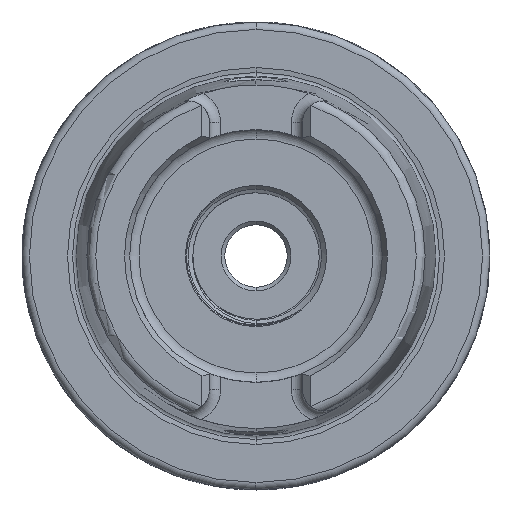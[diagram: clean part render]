
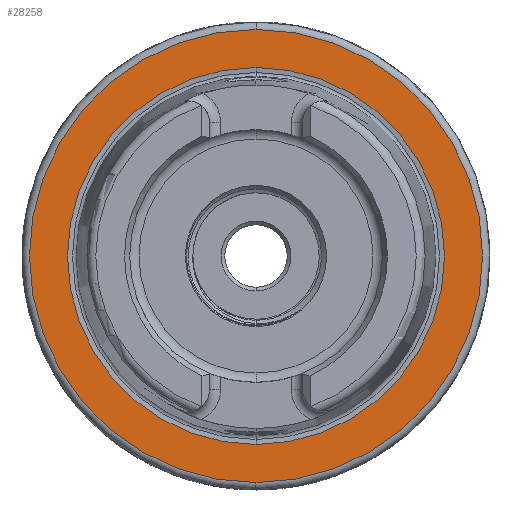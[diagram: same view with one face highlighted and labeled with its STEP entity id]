
A CAD part, left-side view. The second image highlights one B-rep face of the part: STEP entity #28258.
In plain terms, the highlighted planar face has unit normal (-1, 0, 0).
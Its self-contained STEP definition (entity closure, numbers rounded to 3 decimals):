
#3 = DIRECTION ( 'NONE',  ( 0., 0., -1. ) ) ;
#21 = CARTESIAN_POINT ( 'NONE',  ( 0., 0., 0. ) ) ;
#23 = DIRECTION ( 'NONE',  ( 1., 0., 0. ) ) ;
#111 = DIRECTION ( 'NONE',  ( 1., 0., 0. ) ) ;
#119 = DIRECTION ( 'NONE',  ( 0., 0., -1. ) ) ;
#151 = CARTESIAN_POINT ( 'NONE',  ( 0., 0., 0. ) ) ;
#3189 = EDGE_LOOP ( 'NONE', ( #3750, #3783 ) ) ;
#3220 = EDGE_LOOP ( 'NONE', ( #3753, #3776 ) ) ;
#3750 = ORIENTED_EDGE ( 'NONE', *, *, #22923, .T. ) ;
#3753 = ORIENTED_EDGE ( 'NONE', *, *, #22920, .T. ) ;
#3776 = ORIENTED_EDGE ( 'NONE', *, *, #22971, .T. ) ;
#3783 = ORIENTED_EDGE ( 'NONE', *, *, #22940, .T. ) ;
#10959 = FACE_OUTER_BOUND ( 'NONE', #3220, .T. ) ;
#10967 = FACE_BOUND ( 'NONE', #3189, .T. ) ;
#11617 = VERTEX_POINT ( 'NONE', #13497 ) ;
#11654 = VERTEX_POINT ( 'NONE', #13559 ) ;
#11694 = VERTEX_POINT ( 'NONE', #13601 ) ;
#11732 = VERTEX_POINT ( 'NONE', #13571 ) ;
#13497 = CARTESIAN_POINT ( 'NONE',  ( 0., 0., -25.369 ) ) ;
#13559 = CARTESIAN_POINT ( 'NONE',  ( 0., 0., -30.5 ) ) ;
#13571 = CARTESIAN_POINT ( 'NONE',  ( 0., 0., 30.5 ) ) ;
#13601 = CARTESIAN_POINT ( 'NONE',  ( 0., 0., 25.369 ) ) ;
#17295 = AXIS2_PLACEMENT_3D ( 'NONE', #18263, #18300, #18273 ) ;
#17296 = AXIS2_PLACEMENT_3D ( 'NONE', #29669, #29652, #29676 ) ;
#17297 = AXIS2_PLACEMENT_3D ( 'NONE', #151, #111, #119 ) ;
#17301 = AXIS2_PLACEMENT_3D ( 'NONE', #21, #23, #3 ) ;
#18263 = CARTESIAN_POINT ( 'NONE',  ( 0., 0., 0. ) ) ;
#18273 = DIRECTION ( 'NONE',  ( 0., 0., 1. ) ) ;
#18300 = DIRECTION ( 'NONE',  ( -1., 0., 0. ) ) ;
#20561 = CARTESIAN_POINT ( 'NONE',  ( 0., 25.369, 0. ) ) ;
#20584 = DIRECTION ( 'NONE',  ( 0., 0., 1. ) ) ;
#20592 = DIRECTION ( 'NONE',  ( -1., 0., 0. ) ) ;
#20604 = PLANE ( 'NONE',  #23361 ) ;
#22920 = EDGE_CURVE ( 'NONE', #11732, #11654, #28914, .T. ) ;
#22923 = EDGE_CURVE ( 'NONE', #11694, #11617, #28928, .T. ) ;
#22940 = EDGE_CURVE ( 'NONE', #11617, #11694, #28936, .T. ) ;
#22971 = EDGE_CURVE ( 'NONE', #11654, #11732, #28988, .T. ) ;
#23361 = AXIS2_PLACEMENT_3D ( 'NONE', #20561, #20592, #20584 ) ;
#28258 = ADVANCED_FACE ( 'NONE', ( #10959, #10967 ), #20604, .T. ) ;
#28914 = CIRCLE ( 'NONE', #17296, 30.5 ) ;
#28928 = CIRCLE ( 'NONE', #17301, 25.369 ) ;
#28936 = CIRCLE ( 'NONE', #17297, 25.369 ) ;
#28988 = CIRCLE ( 'NONE', #17295, 30.5 ) ;
#29652 = DIRECTION ( 'NONE',  ( -1., 0., 0. ) ) ;
#29669 = CARTESIAN_POINT ( 'NONE',  ( 0., 0., 0. ) ) ;
#29676 = DIRECTION ( 'NONE',  ( 0., 0., 1. ) ) ;
